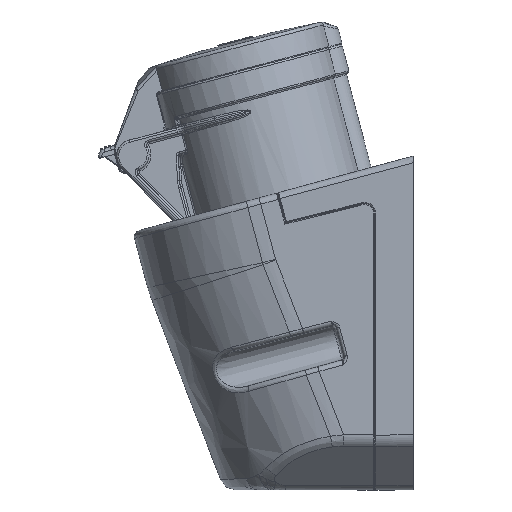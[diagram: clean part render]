
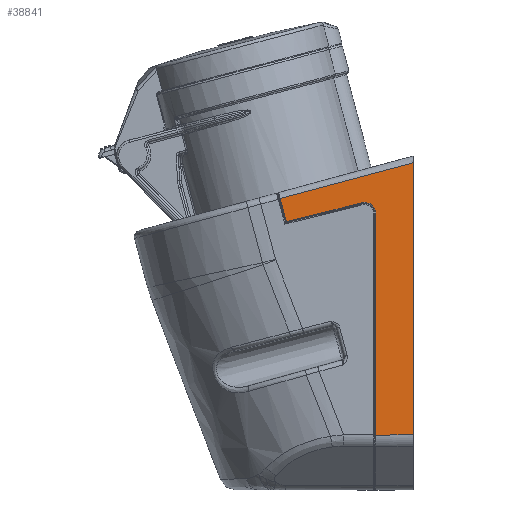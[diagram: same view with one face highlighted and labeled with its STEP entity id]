
A CAD part, left-side view. The second image highlights one B-rep face of the part: STEP entity #38841.
In plain terms, the highlighted planar face has unit normal (-1, 0.004, 0).
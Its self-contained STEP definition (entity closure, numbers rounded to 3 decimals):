
#124 = VERTEX_POINT ( 'NONE', #14464 ) ;
#243 = CARTESIAN_POINT ( 'NONE',  ( -42.5, 0., -30.19 ) ) ;
#332 = CARTESIAN_POINT ( 'NONE',  ( -42.445, 15.325, -14.379 ) ) ;
#544 = ORIENTED_EDGE ( 'NONE', *, *, #52397, .T. ) ;
#640 = CARTESIAN_POINT ( 'NONE',  ( -42.45, 13.895, -14.554 ) ) ;
#730 = LINE ( 'NONE', #23630, #36182 ) ;
#949 = CARTESIAN_POINT ( 'NONE',  ( -42.456, 12.057, -16.173 ) ) ;
#1129 = DIRECTION ( 'NONE',  ( -0.004, -0.97, 0.242 ) ) ;
#1960 = CARTESIAN_POINT ( 'NONE',  ( -42.5, 0., 0. ) ) ;
#3744 = EDGE_CURVE ( 'NONE', #78520, #53938, #6975, .T. ) ;
#4980 = LINE ( 'NONE', #43452, #42540 ) ;
#6665 = CARTESIAN_POINT ( 'NONE',  ( -42.351, 41.279, -13.131 ) ) ;
#6817 = VECTOR ( 'NONE', #6823, 1000. ) ;
#6821 = VERTEX_POINT ( 'NONE', #83729 ) ;
#6823 = DIRECTION ( 'NONE',  ( 0.003, 0.966, -0.259 ) ) ;
#6975 = B_SPLINE_CURVE_WITH_KNOTS ( 'NONE', 3,
 ( #84739, #77664, #42682, #332, #49742, #7484, #56785, #14606, #63841, #21794, #70931, #28921, #77960, #35942, #85032, #42973, #640, #50043, #7794, #57087, #14918, #64154, #22107, #71240, #29226, #78272, #36241, #85348, #43278, #949, #50344, #8102, #57388, #15231, #64477, #22426, #71541, #29525, #78577, #36540, #85646, #43582 ),
 .UNSPECIFIED., .F., .F.,
 ( 4, 1, 1, 1, 2, 2, 1, 1, 2, 2, 1, 2, 2, 2, 1, 2, 2, 1, 1, 2, 2, 1, 1, 1, 2, 2, 4 ),
 ( 0., 0.062, 0.094, 0.109, 0.117, 0.125, 0.187, 0.219, 0.234, 0.25, 0.312, 0.344, 0.375, 0.5, 0.563, 0.594, 0.625, 0.688, 0.719, 0.734, 0.75, 0.813, 0.844, 0.859, 0.867, 0.875, 1. ),
 .UNSPECIFIED. ) ;
#7484 = CARTESIAN_POINT ( 'NONE',  ( -42.445, 15.184, -14.369 ) ) ;
#7794 = CARTESIAN_POINT ( 'NONE',  ( -42.45, 13.715, -14.624 ) ) ;
#8102 = CARTESIAN_POINT ( 'NONE',  ( -42.457, 12.013, -16.263 ) ) ;
#9048 = LINE ( 'NONE', #49085, #6817 ) ;
#9111 = DIRECTION ( 'NONE',  ( -0.004, -1., 0. ) ) ;
#10700 = CARTESIAN_POINT ( 'NONE',  ( -42.458, 11.701, -17.664 ) ) ;
#13036 = VECTOR ( 'NONE', #20795, 1000. ) ;
#14464 = CARTESIAN_POINT ( 'NONE',  ( -42.458, 11.701, -86.471 ) ) ;
#14606 = CARTESIAN_POINT ( 'NONE',  ( -42.445, 15.142, -14.367 ) ) ;
#14918 = CARTESIAN_POINT ( 'NONE',  ( -42.452, 13.181, -14.899 ) ) ;
#15231 = CARTESIAN_POINT ( 'NONE',  ( -42.457, 11.882, -16.574 ) ) ;
#15288 = LINE ( 'NONE', #27924, #13036 ) ;
#17312 = LINE ( 'NONE', #51664, #85462 ) ;
#20600 = EDGE_CURVE ( 'NONE', #65625, #124, #17312, .T. ) ;
#20795 = DIRECTION ( 'NONE',  ( -0.001, -0.259, -0.966 ) ) ;
#21794 = CARTESIAN_POINT ( 'NONE',  ( -42.446, 14.82, -14.365 ) ) ;
#22107 = CARTESIAN_POINT ( 'NONE',  ( -42.454, 12.714, -15.278 ) ) ;
#22426 = CARTESIAN_POINT ( 'NONE',  ( -42.457, 11.795, -16.883 ) ) ;
#23630 = CARTESIAN_POINT ( 'NONE',  ( -42.458, 11.701, -103.5 ) ) ;
#27042 = VERTEX_POINT ( 'NONE', #6665 ) ;
#27924 = CARTESIAN_POINT ( 'NONE',  ( -42.351, 41.279, -13.131 ) ) ;
#28921 = CARTESIAN_POINT ( 'NONE',  ( -42.448, 14.516, -14.4 ) ) ;
#29226 = CARTESIAN_POINT ( 'NONE',  ( -42.455, 12.488, -15.524 ) ) ;
#29525 = CARTESIAN_POINT ( 'NONE',  ( -42.457, 11.777, -16.958 ) ) ;
#30702 = DIRECTION ( 'NONE',  ( 0., 0., 1. ) ) ;
#35556 = CARTESIAN_POINT ( 'NONE',  ( -42.5, 0., -58.309 ) ) ;
#35942 = CARTESIAN_POINT ( 'NONE',  ( -42.448, 14.427, -14.414 ) ) ;
#36182 = VECTOR ( 'NONE', #30702, 1000. ) ;
#36241 = CARTESIAN_POINT ( 'NONE',  ( -42.455, 12.324, -15.73 ) ) ;
#36540 = CARTESIAN_POINT ( 'NONE',  ( -42.458, 11.724, -17.211 ) ) ;
#38841 = ADVANCED_FACE ( 'NONE', ( #91314 ), #43667, .T. ) ;
#42540 = VECTOR ( 'NONE', #1129, 1000. ) ;
#42682 = CARTESIAN_POINT ( 'NONE',  ( -42.444, 15.522, -14.402 ) ) ;
#42973 = CARTESIAN_POINT ( 'NONE',  ( -42.449, 14.078, -14.491 ) ) ;
#43278 = CARTESIAN_POINT ( 'NONE',  ( -42.456, 12.101, -16.087 ) ) ;
#43452 = CARTESIAN_POINT ( 'NONE',  ( -42.358, 39.349, -20.334 ) ) ;
#43582 = CARTESIAN_POINT ( 'NONE',  ( -42.458, 11.701, -17.664 ) ) ;
#43667 = PLANE ( 'NONE',  #68777 ) ;
#45413 = EDGE_CURVE ( 'NONE', #84420, #78520, #4980, .T. ) ;
#49085 = CARTESIAN_POINT ( 'NONE',  ( -42.5, 0., -2.071 ) ) ;
#49653 = CARTESIAN_POINT ( 'NONE',  ( -42.5, 0., -2.071 ) ) ;
#49742 = CARTESIAN_POINT ( 'NONE',  ( -42.445, 15.226, -14.371 ) ) ;
#50043 = CARTESIAN_POINT ( 'NONE',  ( -42.45, 13.773, -14.6 ) ) ;
#50344 = CARTESIAN_POINT ( 'NONE',  ( -42.457, 12.028, -16.232 ) ) ;
#51349 = DIRECTION ( 'NONE',  ( -1., 0.004, 0. ) ) ;
#51664 = CARTESIAN_POINT ( 'NONE',  ( -42.501, -0.312, -86.428 ) ) ;
#52397 = EDGE_CURVE ( 'NONE', #6821, #27042, #9048, .T. ) ;
#53938 = VERTEX_POINT ( 'NONE', #10700 ) ;
#56201 = ORIENTED_EDGE ( 'NONE', *, *, #20600, .F. ) ;
#56785 = CARTESIAN_POINT ( 'NONE',  ( -42.445, 15.155, -14.368 ) ) ;
#56994 = EDGE_LOOP ( 'NONE', ( #79031, #87709, #63530, #62941, #56201, #62878, #544 ) ) ;
#57087 = CARTESIAN_POINT ( 'NONE',  ( -42.452, 13.409, -14.761 ) ) ;
#57388 = CARTESIAN_POINT ( 'NONE',  ( -42.457, 11.949, -16.403 ) ) ;
#57587 = EDGE_CURVE ( 'NONE', #27042, #84420, #15288, .T. ) ;
#57675 = EDGE_CURVE ( 'NONE', #65625, #6821, #65751, .T. ) ;
#62878 = ORIENTED_EDGE ( 'NONE', *, *, #57675, .T. ) ;
#62941 = ORIENTED_EDGE ( 'NONE', *, *, #86929, .F. ) ;
#63530 = ORIENTED_EDGE ( 'NONE', *, *, #3744, .T. ) ;
#63841 = CARTESIAN_POINT ( 'NONE',  ( -42.446, 15.004, -14.362 ) ) ;
#64154 = CARTESIAN_POINT ( 'NONE',  ( -42.454, 12.864, -15.146 ) ) ;
#64477 = CARTESIAN_POINT ( 'NONE',  ( -42.457, 11.821, -16.779 ) ) ;
#65625 = VERTEX_POINT ( 'NONE', #83815 ) ;
#65751 = B_SPLINE_CURVE_WITH_KNOTS ( 'NONE', 3,
 ( #70541, #35556, #243, #49653 ),
 .UNSPECIFIED., .F., .F.,
 ( 4, 4 ),
 ( 0., 1. ),
 .UNSPECIFIED. ) ;
#68777 = AXIS2_PLACEMENT_3D ( 'NONE', #1960, #51349, #9111 ) ;
#70541 = CARTESIAN_POINT ( 'NONE',  ( -42.5, 0., -86.429 ) ) ;
#70931 = CARTESIAN_POINT ( 'NONE',  ( -42.447, 14.607, -14.387 ) ) ;
#71240 = CARTESIAN_POINT ( 'NONE',  ( -42.455, 12.577, -15.424 ) ) ;
#71541 = CARTESIAN_POINT ( 'NONE',  ( -42.457, 11.784, -16.928 ) ) ;
#72624 = CARTESIAN_POINT ( 'NONE',  ( -42.358, 39.349, -20.334 ) ) ;
#77664 = CARTESIAN_POINT ( 'NONE',  ( -42.443, 15.689, -14.435 ) ) ;
#77960 = CARTESIAN_POINT ( 'NONE',  ( -42.448, 14.455, -14.409 ) ) ;
#77970 = CARTESIAN_POINT ( 'NONE',  ( -42.443, 15.799, -14.462 ) ) ;
#78272 = CARTESIAN_POINT ( 'NONE',  ( -42.455, 12.444, -15.577 ) ) ;
#78520 = VERTEX_POINT ( 'NONE', #77970 ) ;
#78577 = CARTESIAN_POINT ( 'NONE',  ( -42.457, 11.774, -16.974 ) ) ;
#79031 = ORIENTED_EDGE ( 'NONE', *, *, #57587, .T. ) ;
#83729 = CARTESIAN_POINT ( 'NONE',  ( -42.5, 0., -2.071 ) ) ;
#83815 = CARTESIAN_POINT ( 'NONE',  ( -42.5, 0., -86.429 ) ) ;
#84420 = VERTEX_POINT ( 'NONE', #72624 ) ;
#84739 = CARTESIAN_POINT ( 'NONE',  ( -42.443, 15.799, -14.462 ) ) ;
#85032 = CARTESIAN_POINT ( 'NONE',  ( -42.448, 14.267, -14.444 ) ) ;
#85348 = CARTESIAN_POINT ( 'NONE',  ( -42.456, 12.213, -15.89 ) ) ;
#85462 = VECTOR ( 'NONE', #86669, 1000. ) ;
#85646 = CARTESIAN_POINT ( 'NONE',  ( -42.458, 11.701, -17.436 ) ) ;
#86669 = DIRECTION ( 'NONE',  ( 0.004, 1., -0.004 ) ) ;
#86929 = EDGE_CURVE ( 'NONE', #124, #53938, #730, .T. ) ;
#87709 = ORIENTED_EDGE ( 'NONE', *, *, #45413, .T. ) ;
#91314 = FACE_OUTER_BOUND ( 'NONE', #56994, .T. ) ;
